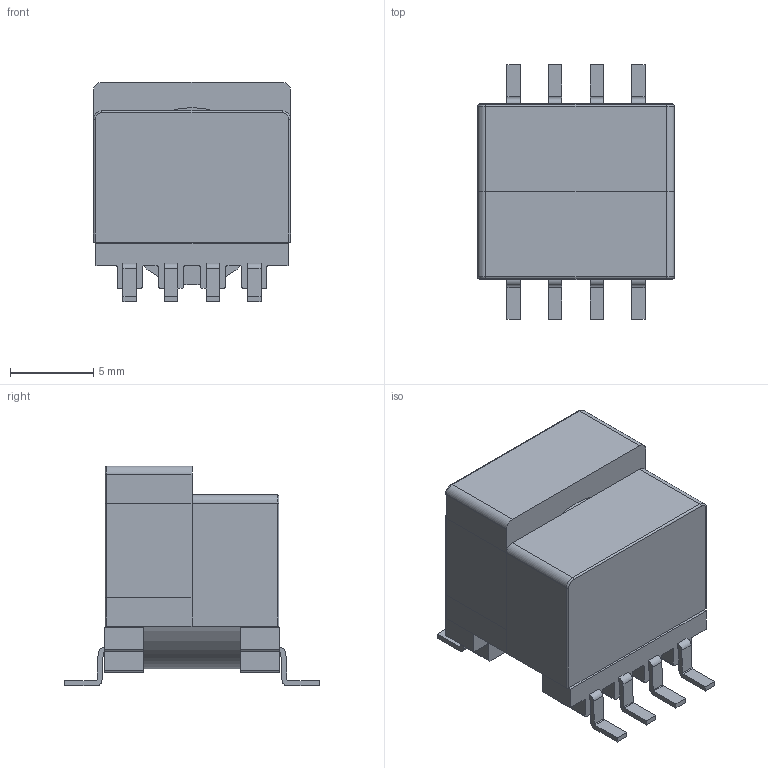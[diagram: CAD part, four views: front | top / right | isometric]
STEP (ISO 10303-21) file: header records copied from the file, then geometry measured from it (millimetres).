
FILE_DESCRIPTION( ( 'Unknown' ), '1' );
FILE_NAME( '750310471.stp', 'Unknown', ( 'Unknown' ), ( 'Unknown' ), 'XStep 1.0', 'Unknown', ' ' );
FILE_SCHEMA( ( 'automotive_design' ) );
Length unit declared in the file: millimetre
Products named in the file (3): Assem1; Gehäuse; Kern
Bounding box: 11.8 x 15.24 x 13.15 mm (x, y, z)
Volume: 1824.2 mm3; surface area: 2688.2 mm2
Topology: 5 solids, 5 shells, 431 faces, 1176 edges, 767 vertices
Faces by surface type: plane 262, cylinder 163, torus 6
Full cylindrical faces by diameter (mm): 3.45 x3, 3.6 x2, 8.6 x2
Entity records: 6724 total; most frequent: CARTESIAN_POINT 1155, DIRECTION 1142, ORIENTED_EDGE 1116, EDGE_CURVE 558, LINE 388, VECTOR 388, AXIS2_PLACEMENT_3D 377, VERTEX_POINT 366
